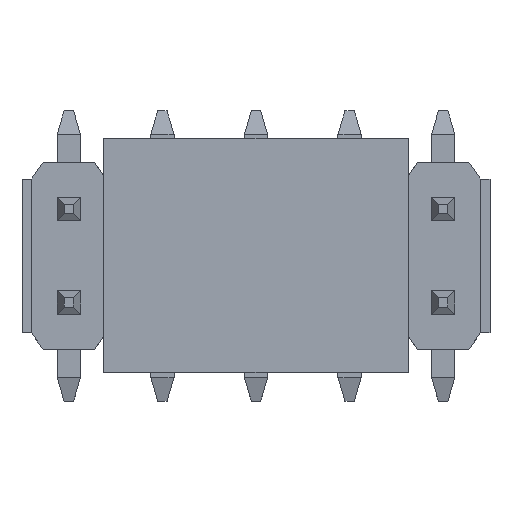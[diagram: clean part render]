
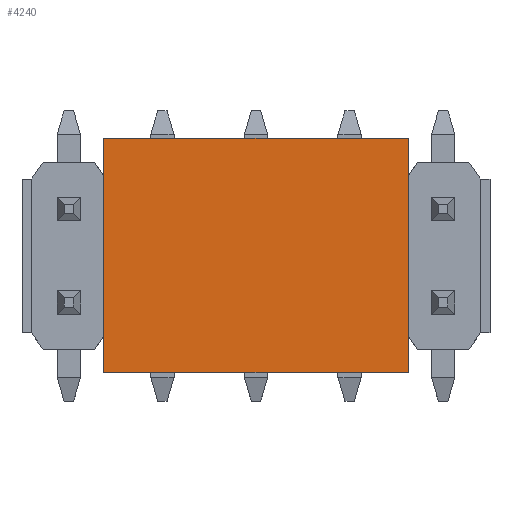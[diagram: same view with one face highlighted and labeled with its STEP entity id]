
A CAD part, top view. The second image highlights one B-rep face of the part: STEP entity #4240.
In plain terms, the highlighted planar face has unit normal (0, 0, 1).
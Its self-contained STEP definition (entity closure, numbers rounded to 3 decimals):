
#1151=ORIENTED_EDGE('',*,*,#1790,.T.);
#1152=ORIENTED_EDGE('',*,*,#1757,.F.);
#1153=ORIENTED_EDGE('',*,*,#1788,.F.);
#1154=ORIENTED_EDGE('',*,*,#1761,.T.);
#1757=EDGE_CURVE('',#2157,#2158,#2709,.T.);
#1761=EDGE_CURVE('',#2162,#2161,#2713,.T.);
#1788=EDGE_CURVE('',#2162,#2157,#2737,.T.);
#1790=EDGE_CURVE('',#2161,#2158,#2739,.T.);
#2157=VERTEX_POINT('',#6622);
#2158=VERTEX_POINT('',#6624);
#2161=VERTEX_POINT('',#6631);
#2162=VERTEX_POINT('',#6633);
#2709=LINE('',#6623,#3283);
#2713=LINE('',#6632,#3287);
#2737=LINE('',#6685,#3311);
#2739=LINE('',#6689,#3313);
#3283=VECTOR('',#5453,1000.);
#3287=VECTOR('',#5459,1000.);
#3311=VECTOR('',#5491,1000.);
#3313=VECTOR('',#5495,1000.);
#3571=EDGE_LOOP('',(#1151,#1152,#1153,#1154));
#3809=FACE_BOUND('',#3571,.T.);
#4025=PLANE('',#4518);
#4240=ADVANCED_FACE('',(#3809),#4025,.F.);
#4518=AXIS2_PLACEMENT_3D('',#6737,#5523,#5524);
#5453=DIRECTION('',(0.,1.,0.));
#5459=DIRECTION('',(0.,1.,0.));
#5491=DIRECTION('',(-1.,0.,0.));
#5495=DIRECTION('',(-1.,0.,0.));
#5523=DIRECTION('',(0.,0.,-1.));
#5524=DIRECTION('',(-1.,0.,0.));
#6622=CARTESIAN_POINT('',(-2.5,-3.25,2.25));
#6623=CARTESIAN_POINT('',(-2.5,-3.25,2.25));
#6624=CARTESIAN_POINT('',(-2.5,3.25,2.25));
#6631=CARTESIAN_POINT('',(2.5,3.25,2.25));
#6632=CARTESIAN_POINT('',(2.5,-3.25,2.25));
#6633=CARTESIAN_POINT('',(2.5,-3.25,2.25));
#6685=CARTESIAN_POINT('',(2.5,-3.25,2.25));
#6689=CARTESIAN_POINT('',(2.5,3.25,2.25));
#6737=CARTESIAN_POINT('',(2.5,-3.25,2.25));
